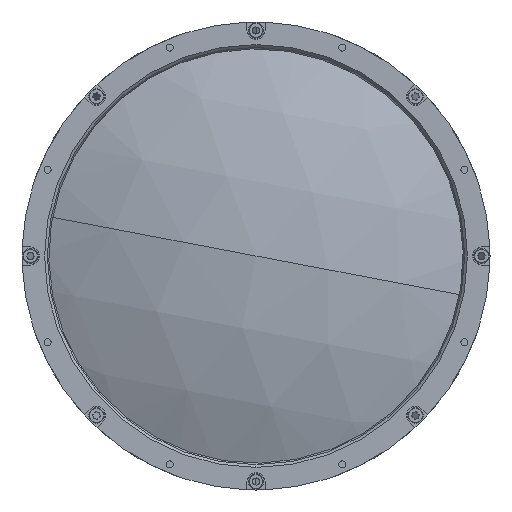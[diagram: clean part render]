
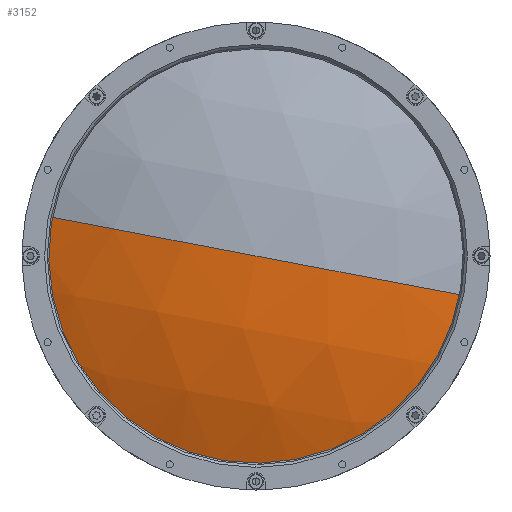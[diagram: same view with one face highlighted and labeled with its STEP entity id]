
A CAD part, left-side view. The second image highlights one B-rep face of the part: STEP entity #3152.
In plain terms, the highlighted spherical face has radius 192.8 mm.
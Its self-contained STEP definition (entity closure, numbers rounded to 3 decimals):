
#541 = EDGE_LOOP ( 'NONE', ( #6101, #4497, #17271 ) ) ;
#1363 = VERTEX_POINT ( 'NONE', #14392 ) ;
#1957 = AXIS2_PLACEMENT_3D ( 'NONE', #3006, #2991, #2970 ) ;
#1961 = VERTEX_POINT ( 'NONE', #4579 ) ;
#1990 = CARTESIAN_POINT ( 'NONE',  ( 13.011, 74.665, 14.182 ) ) ;
#2210 = CIRCLE ( 'NONE', #1957, 192.8 ) ;
#2613 = AXIS2_PLACEMENT_3D ( 'NONE', #2704, #13399, #4233 ) ;
#2704 = CARTESIAN_POINT ( 'NONE',  ( 190.2, 0., 0. ) ) ;
#2834 = CIRCLE ( 'NONE', #2613, 192.8 ) ;
#2970 = DIRECTION ( 'NONE',  ( 0., -0.982, -0.187 ) ) ;
#2991 = DIRECTION ( 'NONE',  ( 0., -0.187, 0.982 ) ) ;
#3006 = CARTESIAN_POINT ( 'NONE',  ( 190.2, 0., 0. ) ) ;
#3152 = ADVANCED_FACE ( 'NONE', ( #11390 ), #12348, .T. ) ;
#3837 = EDGE_CURVE ( 'NONE', #6934, #1961, #2210, .T. ) ;
#4233 = DIRECTION ( 'NONE',  ( 0., 0.982, 0.187 ) ) ;
#4497 = ORIENTED_EDGE ( 'NONE', *, *, #7233, .T. ) ;
#4579 = CARTESIAN_POINT ( 'NONE',  ( -2.6, 0., 0. ) ) ;
#5419 = CARTESIAN_POINT ( 'NONE',  ( 13.011, 0., 0. ) ) ;
#6101 = ORIENTED_EDGE ( 'NONE', *, *, #7929, .T. ) ;
#6934 = VERTEX_POINT ( 'NONE', #1990 ) ;
#6938 = DIRECTION ( 'NONE',  ( 0., 0.187, -0.982 ) ) ;
#7233 = EDGE_CURVE ( 'NONE', #1363, #1961, #2834, .T. ) ;
#7836 = CIRCLE ( 'NONE', #9382, 76. ) ;
#7929 = EDGE_CURVE ( 'NONE', #6934, #1363, #7836, .T. ) ;
#9382 = AXIS2_PLACEMENT_3D ( 'NONE', #5419, #16117, #6938 ) ;
#11390 = FACE_OUTER_BOUND ( 'NONE', #541, .T. ) ;
#11398 = DIRECTION ( 'NONE',  ( 0., 0.982, 0.187 ) ) ;
#11410 = CARTESIAN_POINT ( 'NONE',  ( 190.2, 0., 0. ) ) ;
#11481 = DIRECTION ( 'NONE',  ( 0., 0.187, -0.982 ) ) ;
#12348 = SPHERICAL_SURFACE ( 'NONE', #15008, 192.8 ) ;
#13399 = DIRECTION ( 'NONE',  ( 0., 0.187, -0.982 ) ) ;
#14392 = CARTESIAN_POINT ( 'NONE',  ( 13.011, -74.665, -14.182 ) ) ;
#15008 = AXIS2_PLACEMENT_3D ( 'NONE', #11410, #11481, #11398 ) ;
#16117 = DIRECTION ( 'NONE',  ( -1., 0., 0. ) ) ;
#17271 = ORIENTED_EDGE ( 'NONE', *, *, #3837, .F. ) ;
